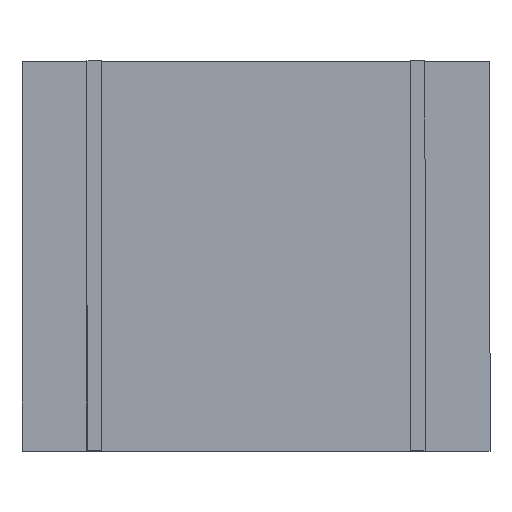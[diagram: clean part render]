
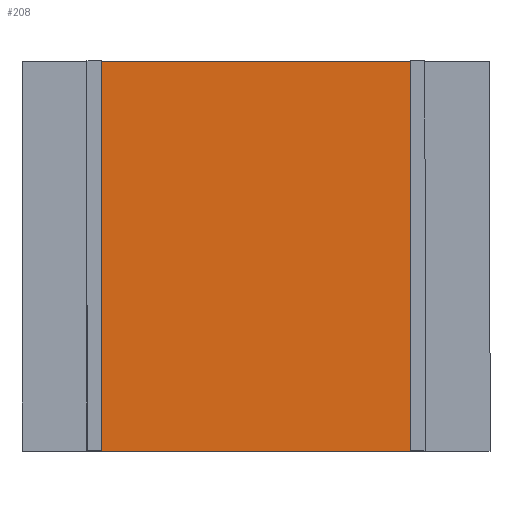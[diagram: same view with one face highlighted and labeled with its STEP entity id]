
A CAD part, top view. The second image highlights one B-rep face of the part: STEP entity #208.
In plain terms, the highlighted planar face has unit normal (0, 0, 1).
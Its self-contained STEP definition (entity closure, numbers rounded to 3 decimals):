
#12 = EDGE_CURVE ( 'NONE', #137, #290, #272, .T. ) ;
#26 = VECTOR ( 'NONE', #180, 1000. ) ;
#40 = CARTESIAN_POINT ( 'NONE',  ( -119., 150., 11. ) ) ;
#45 = ORIENTED_EDGE ( 'NONE', *, *, #217, .F. ) ;
#55 = VECTOR ( 'NONE', #87, 1000. ) ;
#87 = DIRECTION ( 'NONE',  ( -1., 0., 0. ) ) ;
#99 = EDGE_CURVE ( 'NONE', #137, #298, #239, .T. ) ;
#114 = CARTESIAN_POINT ( 'NONE',  ( 119., -150., 11. ) ) ;
#121 = ORIENTED_EDGE ( 'NONE', *, *, #12, .F. ) ;
#137 = VERTEX_POINT ( 'NONE', #461 ) ;
#151 = DIRECTION ( 'NONE',  ( 1., 0., 0. ) ) ;
#177 = CARTESIAN_POINT ( 'NONE',  ( 0., 0., 11. ) ) ;
#180 = DIRECTION ( 'NONE',  ( 0., 1., 0. ) ) ;
#185 = VERTEX_POINT ( 'NONE', #244 ) ;
#195 = VECTOR ( 'NONE', #151, 1000. ) ;
#200 = CARTESIAN_POINT ( 'NONE',  ( 119., 150., 11. ) ) ;
#208 = ADVANCED_FACE ( 'NONE', ( #396 ), #218, .T. ) ;
#210 = DIRECTION ( 'NONE',  ( 1., 0., 0. ) ) ;
#217 = EDGE_CURVE ( 'NONE', #185, #298, #278, .T. ) ;
#218 = PLANE ( 'NONE',  #423 ) ;
#223 = EDGE_LOOP ( 'NONE', ( #314, #121, #400, #45 ) ) ;
#239 = LINE ( 'NONE', #448, #55 ) ;
#244 = CARTESIAN_POINT ( 'NONE',  ( -119., -150., 11. ) ) ;
#263 = EDGE_CURVE ( 'NONE', #185, #290, #329, .T. ) ;
#272 = LINE ( 'NONE', #200, #339 ) ;
#278 = LINE ( 'NONE', #420, #26 ) ;
#290 = VERTEX_POINT ( 'NONE', #114 ) ;
#298 = VERTEX_POINT ( 'NONE', #40 ) ;
#314 = ORIENTED_EDGE ( 'NONE', *, *, #263, .T. ) ;
#329 = LINE ( 'NONE', #429, #195 ) ;
#339 = VECTOR ( 'NONE', #414, 1000. ) ;
#396 = FACE_OUTER_BOUND ( 'NONE', #223, .T. ) ;
#400 = ORIENTED_EDGE ( 'NONE', *, *, #99, .T. ) ;
#414 = DIRECTION ( 'NONE',  ( 0., -1., 0. ) ) ;
#420 = CARTESIAN_POINT ( 'NONE',  ( -119., 150., 11. ) ) ;
#423 = AXIS2_PLACEMENT_3D ( 'NONE', #177, #455, #210 ) ;
#429 = CARTESIAN_POINT ( 'NONE',  ( -180., -150., 11. ) ) ;
#448 = CARTESIAN_POINT ( 'NONE',  ( -180., 150., 11. ) ) ;
#455 = DIRECTION ( 'NONE',  ( 0., 0., 1. ) ) ;
#461 = CARTESIAN_POINT ( 'NONE',  ( 119., 150., 11. ) ) ;
